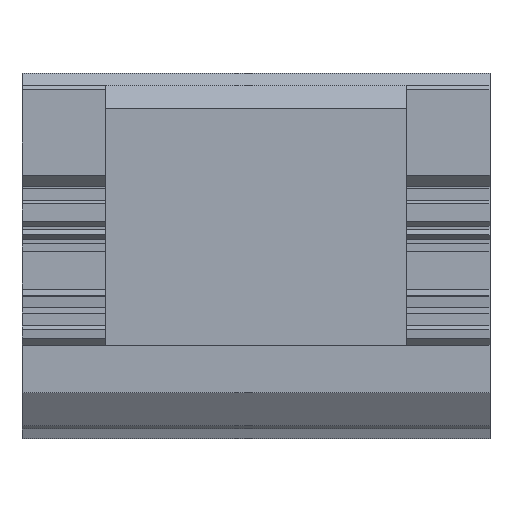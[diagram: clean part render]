
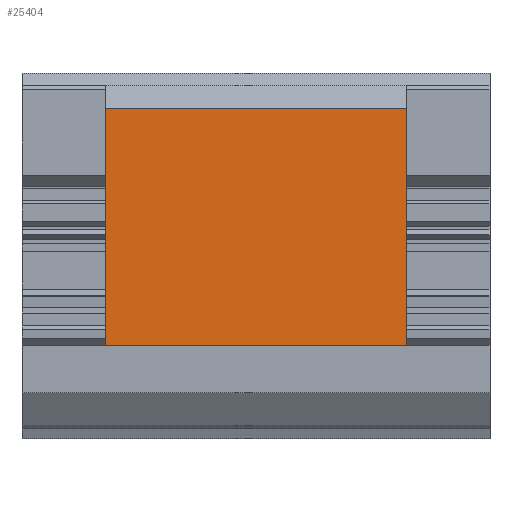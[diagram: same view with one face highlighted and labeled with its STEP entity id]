
A CAD part, front view. The second image highlights one B-rep face of the part: STEP entity #25404.
In plain terms, the highlighted planar face has unit normal (0, -1, 0).
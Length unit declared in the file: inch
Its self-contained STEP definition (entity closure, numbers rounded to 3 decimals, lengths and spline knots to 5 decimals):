
#859 = CARTESIAN_POINT ( 'NONE',  ( -1.42717, -2.17504, 1.61933 ) ) ;
#1495 = ORIENTED_EDGE ( 'NONE', *, *, #11426, .T. ) ;
#3813 = VERTEX_POINT ( 'NONE', #49894 ) ;
#5706 = VECTOR ( 'NONE', #43645, 39.37008 ) ;
#6712 = EDGE_CURVE ( 'NONE', #7248, #19753, #10488, .T. ) ;
#7248 = VERTEX_POINT ( 'NONE', #24339 ) ;
#7788 = VECTOR ( 'NONE', #36407, 39.37008 ) ;
#10488 = LINE ( 'NONE', #19276, #24165 ) ;
#10760 = DIRECTION ( 'NONE',  ( 0., 0., -1. ) ) ;
#11426 = EDGE_CURVE ( 'NONE', #7248, #3813, #15591, .T. ) ;
#12399 = CARTESIAN_POINT ( 'NONE',  ( -1.42717, -2.17504, 1.39607 ) ) ;
#12966 = EDGE_CURVE ( 'NONE', #3813, #38152, #25733, .T. ) ;
#14887 = CARTESIAN_POINT ( 'NONE',  ( 1.42717, -2.17504, 1.61933 ) ) ;
#15591 = LINE ( 'NONE', #44630, #7788 ) ;
#15754 = CARTESIAN_POINT ( 'NONE',  ( -1.42717, -2.17504, -0.84008 ) ) ;
#16442 = EDGE_LOOP ( 'NONE', ( #36718, #44046, #27385, #1495 ) ) ;
#19276 = CARTESIAN_POINT ( 'NONE',  ( 1.42717, -2.17504, -0.84008 ) ) ;
#19753 = VERTEX_POINT ( 'NONE', #15754 ) ;
#22428 = CARTESIAN_POINT ( 'NONE',  ( 2.21457, -2.17504, 1.39607 ) ) ;
#24165 = VECTOR ( 'NONE', #27772, 39.37008 ) ;
#24339 = CARTESIAN_POINT ( 'NONE',  ( 1.42717, -2.17504, -0.84008 ) ) ;
#25404 = ADVANCED_FACE ( 'NONE', ( #35707 ), #52433, .T. ) ;
#25733 = LINE ( 'NONE', #22428, #31557 ) ;
#27385 = ORIENTED_EDGE ( 'NONE', *, *, #6712, .F. ) ;
#27772 = DIRECTION ( 'NONE',  ( -1., 0., 0. ) ) ;
#29274 = EDGE_CURVE ( 'NONE', #19753, #38152, #38985, .T. ) ;
#31557 = VECTOR ( 'NONE', #50417, 39.37008 ) ;
#35707 = FACE_OUTER_BOUND ( 'NONE', #16442, .T. ) ;
#36407 = DIRECTION ( 'NONE',  ( 0., 0., 1. ) ) ;
#36718 = ORIENTED_EDGE ( 'NONE', *, *, #12966, .T. ) ;
#38152 = VERTEX_POINT ( 'NONE', #12399 ) ;
#38985 = LINE ( 'NONE', #859, #5706 ) ;
#43645 = DIRECTION ( 'NONE',  ( 0., 0., 1. ) ) ;
#44046 = ORIENTED_EDGE ( 'NONE', *, *, #29274, .F. ) ;
#44630 = CARTESIAN_POINT ( 'NONE',  ( 1.42717, -2.17504, 1.61933 ) ) ;
#48316 = DIRECTION ( 'NONE',  ( 0., -1., 0. ) ) ;
#49894 = CARTESIAN_POINT ( 'NONE',  ( 1.42717, -2.17504, 1.39607 ) ) ;
#50417 = DIRECTION ( 'NONE',  ( -1., 0., 0. ) ) ;
#52269 = AXIS2_PLACEMENT_3D ( 'NONE', #14887, #48316, #10760 ) ;
#52433 = PLANE ( 'NONE',  #52269 ) ;
